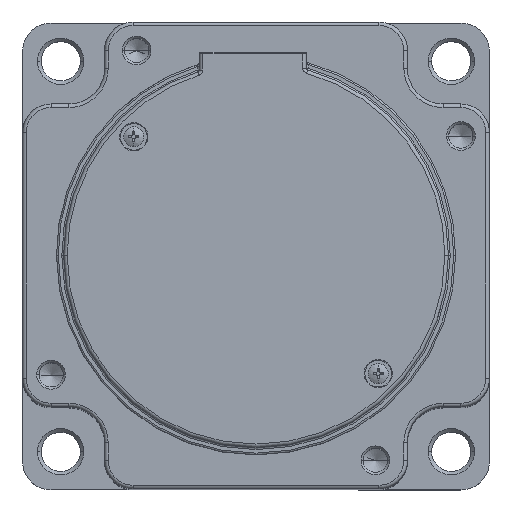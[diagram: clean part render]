
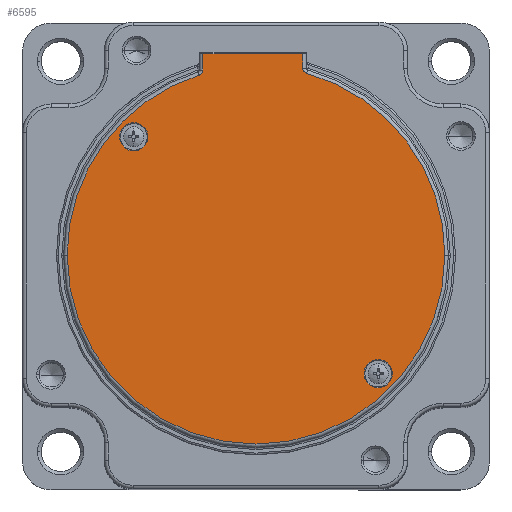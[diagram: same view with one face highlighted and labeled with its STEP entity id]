
A CAD part, top view. The second image highlights one B-rep face of the part: STEP entity #6595.
In plain terms, the highlighted face is planar.
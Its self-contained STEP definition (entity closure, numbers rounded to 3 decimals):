
#599 = CARTESIAN_POINT ( 'NONE',  ( 30.341, 33.23, 0. ) ) ;
#927 = EDGE_CURVE ( 'NONE', #14949, #7995, #14551, .T. ) ;
#1019 = CIRCLE ( 'NONE', #11830, 53. ) ;
#1042 = CIRCLE ( 'NONE', #18942, 3.95 ) ;
#1118 = DIRECTION ( 'NONE',  ( 0., 0., -1. ) ) ;
#1338 = AXIS2_PLACEMENT_3D ( 'NONE', #7326, #4160, #13337 ) ;
#1481 = EDGE_CURVE ( 'NONE', #17324, #6342, #16142, .T. ) ;
#1527 = EDGE_CURVE ( 'NONE', #15288, #14256, #1019, .T. ) ;
#1613 = DIRECTION ( 'NONE',  ( 1., 0., 0. ) ) ;
#1783 = ORIENTED_EDGE ( 'NONE', *, *, #2967, .T. ) ;
#2702 = DIRECTION ( 'NONE',  ( 1., 0., 0. ) ) ;
#2781 = AXIS2_PLACEMENT_3D ( 'NONE', #6950, #11419, #17316 ) ;
#2967 = EDGE_CURVE ( 'NONE', #14376, #3597, #12339, .T. ) ;
#3384 = CARTESIAN_POINT ( 'NONE',  ( 34.291, 33.23, 0. ) ) ;
#3499 = DIRECTION ( 'NONE',  ( 1., 0., 0. ) ) ;
#3597 = VERTEX_POINT ( 'NONE', #6763 ) ;
#3647 = CARTESIAN_POINT ( 'NONE',  ( 15.944, 50.545, 0. ) ) ;
#3780 = EDGE_LOOP ( 'NONE', ( #7327, #10377 ) ) ;
#3991 = CARTESIAN_POINT ( 'NONE',  ( -30.341, -33.23, 0. ) ) ;
#3998 = VERTEX_POINT ( 'NONE', #11377 ) ;
#4160 = DIRECTION ( 'NONE',  ( 0., 0., 1. ) ) ;
#4211 = DIRECTION ( 'NONE',  ( 1., 0., 0. ) ) ;
#4401 = CARTESIAN_POINT ( 'NONE',  ( -13.104, 56.5, 0. ) ) ;
#5109 = CARTESIAN_POINT ( 'NONE',  ( -13.104, 0., 0. ) ) ;
#5216 = CARTESIAN_POINT ( 'NONE',  ( -38.241, -33.23, 0. ) ) ;
#5565 = CIRCLE ( 'NONE', #16383, 3.95 ) ;
#5781 = CARTESIAN_POINT ( 'NONE',  ( 0., 0., 0. ) ) ;
#5936 = CARTESIAN_POINT ( 'NONE',  ( 16.396, 51.975, 0. ) ) ;
#5948 = CARTESIAN_POINT ( 'NONE',  ( 34.291, 33.23, 0. ) ) ;
#6186 = CIRCLE ( 'NONE', #17007, 53. ) ;
#6317 = DIRECTION ( 'NONE',  ( 0., 0., 1. ) ) ;
#6342 = VERTEX_POINT ( 'NONE', #3991 ) ;
#6469 = FACE_OUTER_BOUND ( 'NONE', #17041, .T. ) ;
#6595 = ADVANCED_FACE ( 'NONE', ( #15187, #17801, #6469 ), #8472, .F. ) ;
#6763 = CARTESIAN_POINT ( 'NONE',  ( 14.896, 56.5, 0. ) ) ;
#6779 = CIRCLE ( 'NONE', #17598, 3.95 ) ;
#6801 = AXIS2_PLACEMENT_3D ( 'NONE', #12482, #12838, #3499 ) ;
#6828 = AXIS2_PLACEMENT_3D ( 'NONE', #5936, #6317, #13389 ) ;
#6882 = ORIENTED_EDGE ( 'NONE', *, *, #17473, .T. ) ;
#6950 = CARTESIAN_POINT ( 'NONE',  ( 0., 0., 0. ) ) ;
#7326 = CARTESIAN_POINT ( 'NONE',  ( -34.291, -33.23, 0. ) ) ;
#7327 = ORIENTED_EDGE ( 'NONE', *, *, #10723, .T. ) ;
#7910 = DIRECTION ( 'NONE',  ( 0., 0., 1. ) ) ;
#7987 = CARTESIAN_POINT ( 'NONE',  ( 53., 0., 0. ) ) ;
#7995 = VERTEX_POINT ( 'NONE', #14166 ) ;
#8119 = DIRECTION ( 'NONE',  ( 0., 1., 0. ) ) ;
#8222 = DIRECTION ( 'NONE',  ( 0., -1., 0. ) ) ;
#8472 = PLANE ( 'NONE',  #6801 ) ;
#8493 = DIRECTION ( 'NONE',  ( 0., 0., -1. ) ) ;
#8551 = ORIENTED_EDGE ( 'NONE', *, *, #1527, .T. ) ;
#8943 = DIRECTION ( 'NONE',  ( 0., 0., 1. ) ) ;
#8968 = ORIENTED_EDGE ( 'NONE', *, *, #927, .T. ) ;
#9672 = CARTESIAN_POINT ( 'NONE',  ( 14.896, 51.975, 0. ) ) ;
#9809 = DIRECTION ( 'NONE',  ( 1., 0., 0. ) ) ;
#10178 = CIRCLE ( 'NONE', #2781, 53. ) ;
#10377 = ORIENTED_EDGE ( 'NONE', *, *, #1481, .T. ) ;
#10600 = VECTOR ( 'NONE', #18139, 1000. ) ;
#10644 = EDGE_CURVE ( 'NONE', #14256, #13855, #6186, .T. ) ;
#10723 = EDGE_CURVE ( 'NONE', #6342, #17324, #5565, .T. ) ;
#10821 = LINE ( 'NONE', #5109, #16810 ) ;
#10922 = DIRECTION ( 'NONE',  ( 1., 0., 0. ) ) ;
#11197 = CARTESIAN_POINT ( 'NONE',  ( 14.896, 56.5, 0. ) ) ;
#11371 = DIRECTION ( 'NONE',  ( 0., 0., 1. ) ) ;
#11377 = CARTESIAN_POINT ( 'NONE',  ( 38.241, 33.23, 0. ) ) ;
#11419 = DIRECTION ( 'NONE',  ( 0., 0., -1. ) ) ;
#11496 = AXIS2_PLACEMENT_3D ( 'NONE', #14439, #13206, #9809 ) ;
#11830 = AXIS2_PLACEMENT_3D ( 'NONE', #5781, #8493, #2702 ) ;
#11974 = ORIENTED_EDGE ( 'NONE', *, *, #10644, .T. ) ;
#12339 = LINE ( 'NONE', #11197, #10600 ) ;
#12408 = CIRCLE ( 'NONE', #6828, 1.5 ) ;
#12455 = VERTEX_POINT ( 'NONE', #599 ) ;
#12482 = CARTESIAN_POINT ( 'NONE',  ( 0., 0., 0. ) ) ;
#12706 = EDGE_LOOP ( 'NONE', ( #16575, #17222 ) ) ;
#12804 = VECTOR ( 'NONE', #8222, 1000. ) ;
#12838 = DIRECTION ( 'NONE',  ( 0., 0., 1. ) ) ;
#13079 = EDGE_CURVE ( 'NONE', #3998, #12455, #1042, .T. ) ;
#13206 = DIRECTION ( 'NONE',  ( 0., 0., 1. ) ) ;
#13337 = DIRECTION ( 'NONE',  ( 1., 0., 0. ) ) ;
#13389 = DIRECTION ( 'NONE',  ( 1., 0., 0. ) ) ;
#13686 = ORIENTED_EDGE ( 'NONE', *, *, #16892, .T. ) ;
#13692 = EDGE_CURVE ( 'NONE', #3597, #17392, #14028, .T. ) ;
#13855 = VERTEX_POINT ( 'NONE', #14980 ) ;
#13982 = EDGE_CURVE ( 'NONE', #7995, #14376, #10821, .T. ) ;
#14012 = CARTESIAN_POINT ( 'NONE',  ( -14.202, 51.062, 0. ) ) ;
#14028 = LINE ( 'NONE', #15491, #12804 ) ;
#14166 = CARTESIAN_POINT ( 'NONE',  ( -13.104, 52.507, 0. ) ) ;
#14256 = VERTEX_POINT ( 'NONE', #7987 ) ;
#14376 = VERTEX_POINT ( 'NONE', #4401 ) ;
#14439 = CARTESIAN_POINT ( 'NONE',  ( -14.604, 52.507, 0. ) ) ;
#14551 = CIRCLE ( 'NONE', #11496, 1.5 ) ;
#14949 = VERTEX_POINT ( 'NONE', #14012 ) ;
#14980 = CARTESIAN_POINT ( 'NONE',  ( -53., 0., 0. ) ) ;
#14982 = ORIENTED_EDGE ( 'NONE', *, *, #13982, .T. ) ;
#15187 = FACE_BOUND ( 'NONE', #3780, .T. ) ;
#15288 = VERTEX_POINT ( 'NONE', #3647 ) ;
#15491 = CARTESIAN_POINT ( 'NONE',  ( 14.896, 0., 0. ) ) ;
#15816 = DIRECTION ( 'NONE',  ( 1., 0., 0. ) ) ;
#16142 = CIRCLE ( 'NONE', #1338, 3.95 ) ;
#16383 = AXIS2_PLACEMENT_3D ( 'NONE', #18792, #11371, #15816 ) ;
#16524 = ORIENTED_EDGE ( 'NONE', *, *, #13692, .T. ) ;
#16575 = ORIENTED_EDGE ( 'NONE', *, *, #13079, .T. ) ;
#16810 = VECTOR ( 'NONE', #8119, 1000. ) ;
#16892 = EDGE_CURVE ( 'NONE', #17392, #15288, #12408, .T. ) ;
#17007 = AXIS2_PLACEMENT_3D ( 'NONE', #17448, #1118, #4211 ) ;
#17041 = EDGE_LOOP ( 'NONE', ( #14982, #1783, #16524, #13686, #8551, #11974, #6882, #8968 ) ) ;
#17222 = ORIENTED_EDGE ( 'NONE', *, *, #18801, .T. ) ;
#17316 = DIRECTION ( 'NONE',  ( 1., 0., 0. ) ) ;
#17324 = VERTEX_POINT ( 'NONE', #5216 ) ;
#17392 = VERTEX_POINT ( 'NONE', #9672 ) ;
#17448 = CARTESIAN_POINT ( 'NONE',  ( 0., 0., 0. ) ) ;
#17473 = EDGE_CURVE ( 'NONE', #13855, #14949, #10178, .T. ) ;
#17598 = AXIS2_PLACEMENT_3D ( 'NONE', #3384, #7910, #10922 ) ;
#17801 = FACE_BOUND ( 'NONE', #12706, .T. ) ;
#18139 = DIRECTION ( 'NONE',  ( 1., 0., 0. ) ) ;
#18792 = CARTESIAN_POINT ( 'NONE',  ( -34.291, -33.23, 0. ) ) ;
#18801 = EDGE_CURVE ( 'NONE', #12455, #3998, #6779, .T. ) ;
#18942 = AXIS2_PLACEMENT_3D ( 'NONE', #5948, #8943, #1613 ) ;
